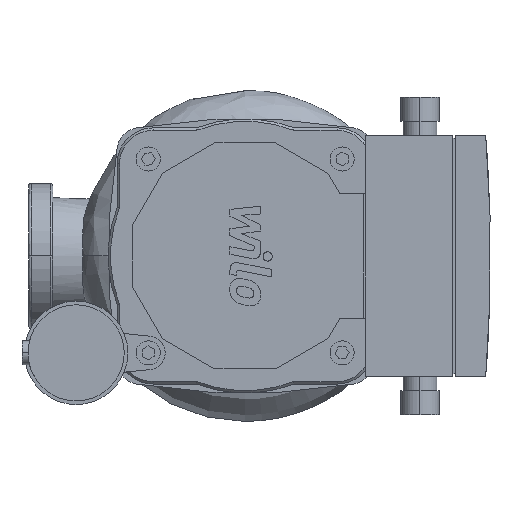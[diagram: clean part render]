
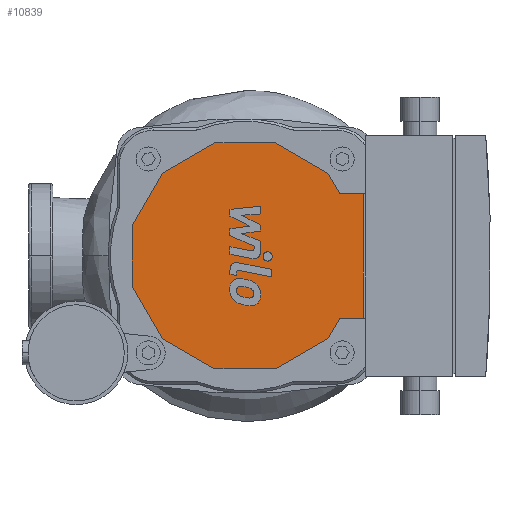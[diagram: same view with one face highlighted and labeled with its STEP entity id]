
A CAD part, front view. The second image highlights one B-rep face of the part: STEP entity #10839.
In plain terms, the highlighted planar face has unit normal (0, -1, 0).
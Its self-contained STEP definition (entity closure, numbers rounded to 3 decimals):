
#8370=CARTESIAN_POINT('',(129.346,-172.0,-25.85));
#8371=VERTEX_POINT('',#8370);
#8386=CARTESIAN_POINT('',(139.0,-172.0,-25.85));
#8387=VERTEX_POINT('',#8386);
#8394=CARTESIAN_POINT('',(129.346,-172.0,-25.85));
#8395=DIRECTION('',(1.0,0.0,0.0));
#8396=VECTOR('',#8395,9.654);
#8397=LINE('',#8394,#8396);
#8398=EDGE_CURVE('',#8371,#8387,#8397,.T.);
#8448=CARTESIAN_POINT('',(129.346,-172.0,25.85));
#8449=VERTEX_POINT('',#8448);
#8456=CARTESIAN_POINT('',(139.0,-172.0,25.85));
#8457=VERTEX_POINT('',#8456);
#8458=CARTESIAN_POINT('',(129.346,-172.0,25.85));
#8459=DIRECTION('',(1.0,0.0,0.0));
#8460=VECTOR('',#8459,9.654);
#8461=LINE('',#8458,#8460);
#8462=EDGE_CURVE('',#8449,#8457,#8461,.T.);
#8483=CARTESIAN_POINT('',(139.0,-172.0,-25.85));
#8484=DIRECTION('',(0.0,0.0,1.0));
#8485=VECTOR('',#8484,51.7);
#8486=LINE('',#8483,#8485);
#8487=EDGE_CURVE('',#8387,#8457,#8486,.T.);
#8516=CARTESIAN_POINT('',(124.406,-172.0,34.406));
#8517=VERTEX_POINT('',#8516);
#8524=CARTESIAN_POINT('',(129.346,-172.0,25.85));
#8525=DIRECTION('',(-0.5,0.0,0.866));
#8526=VECTOR('',#8525,9.88);
#8527=LINE('',#8524,#8526);
#8528=EDGE_CURVE('',#8449,#8517,#8527,.T.);
#10565=CARTESIAN_POINT('',(124.406,-172.0,-34.406));
#10566=VERTEX_POINT('',#10565);
#10567=CARTESIAN_POINT('',(124.406,-172.0,-34.406));
#10568=DIRECTION('',(0.5,0.0,0.866));
#10569=VECTOR('',#10568,9.88);
#10570=LINE('',#10567,#10569);
#10571=EDGE_CURVE('',#10566,#8371,#10570,.T.);
#10591=CARTESIAN_POINT('',(102.594,-172.0,47.));
#10592=VERTEX_POINT('',#10591);
#10599=CARTESIAN_POINT('',(124.406,-172.0,34.406));
#10600=DIRECTION('',(-0.866,0.0,0.5));
#10601=VECTOR('',#10600,25.187);
#10602=LINE('',#10599,#10601);
#10603=EDGE_CURVE('',#8517,#10592,#10602,.T.);
#10615=CARTESIAN_POINT('',(77.406,-172.0,47.));
#10616=VERTEX_POINT('',#10615);
#10623=CARTESIAN_POINT('',(102.594,-172.0,47.));
#10624=DIRECTION('',(-1.0,0.0,0.0));
#10625=VECTOR('',#10624,25.187);
#10626=LINE('',#10623,#10625);
#10627=EDGE_CURVE('',#10592,#10616,#10626,.T.);
#10639=CARTESIAN_POINT('',(55.594,-172.0,34.406));
#10640=VERTEX_POINT('',#10639);
#10647=CARTESIAN_POINT('',(77.406,-172.0,47.));
#10648=DIRECTION('',(-0.866,0.0,-0.5));
#10649=VECTOR('',#10648,25.187);
#10650=LINE('',#10647,#10649);
#10651=EDGE_CURVE('',#10616,#10640,#10650,.T.);
#10663=CARTESIAN_POINT('',(43.,-172.0,12.594));
#10664=VERTEX_POINT('',#10663);
#10671=CARTESIAN_POINT('',(55.594,-172.0,34.406));
#10672=DIRECTION('',(-0.5,0.0,-0.866));
#10673=VECTOR('',#10672,25.187);
#10674=LINE('',#10671,#10673);
#10675=EDGE_CURVE('',#10640,#10664,#10674,.T.);
#10687=CARTESIAN_POINT('',(43.,-172.0,-12.594));
#10688=VERTEX_POINT('',#10687);
#10695=CARTESIAN_POINT('',(43.,-172.0,12.594));
#10696=DIRECTION('',(0.0,0.0,-1.0));
#10697=VECTOR('',#10696,25.187);
#10698=LINE('',#10695,#10697);
#10699=EDGE_CURVE('',#10664,#10688,#10698,.T.);
#10711=CARTESIAN_POINT('',(55.594,-172.0,-34.406));
#10712=VERTEX_POINT('',#10711);
#10719=CARTESIAN_POINT('',(43.,-172.0,-12.594));
#10720=DIRECTION('',(0.5,0.0,-0.866));
#10721=VECTOR('',#10720,25.187);
#10722=LINE('',#10719,#10721);
#10723=EDGE_CURVE('',#10688,#10712,#10722,.T.);
#10735=CARTESIAN_POINT('',(77.406,-172.0,-47.));
#10736=VERTEX_POINT('',#10735);
#10743=CARTESIAN_POINT('',(55.594,-172.0,-34.406));
#10744=DIRECTION('',(0.866,0.0,-0.5));
#10745=VECTOR('',#10744,25.187);
#10746=LINE('',#10743,#10745);
#10747=EDGE_CURVE('',#10712,#10736,#10746,.T.);
#10759=CARTESIAN_POINT('',(102.594,-172.0,-47.));
#10760=VERTEX_POINT('',#10759);
#10767=CARTESIAN_POINT('',(77.406,-172.0,-47.));
#10768=DIRECTION('',(1.0,0.0,0.0));
#10769=VECTOR('',#10768,25.187);
#10770=LINE('',#10767,#10769);
#10771=EDGE_CURVE('',#10736,#10760,#10770,.T.);
#10784=CARTESIAN_POINT('',(102.594,-172.0,-47.));
#10785=DIRECTION('',(0.866,0.0,0.5));
#10786=VECTOR('',#10785,25.187);
#10787=LINE('',#10784,#10786);
#10788=EDGE_CURVE('',#10760,#10566,#10787,.T.);
#10818=CARTESIAN_POINT('',(90.,-172.0,0.));
#10819=DIRECTION('',(0.0,1.0,0.0));
#10820=DIRECTION('',(0.0,0.0,1.0));
#10821=AXIS2_PLACEMENT_3D('',#10818,#10819,#10820);
#10822=PLANE('',#10821);
#10823=ORIENTED_EDGE('',*,*,#8528,.T.);
#10824=ORIENTED_EDGE('',*,*,#10603,.T.);
#10825=ORIENTED_EDGE('',*,*,#10627,.T.);
#10826=ORIENTED_EDGE('',*,*,#10651,.T.);
#10827=ORIENTED_EDGE('',*,*,#10675,.T.);
#10828=ORIENTED_EDGE('',*,*,#10699,.T.);
#10829=ORIENTED_EDGE('',*,*,#10723,.T.);
#10830=ORIENTED_EDGE('',*,*,#10747,.T.);
#10831=ORIENTED_EDGE('',*,*,#10771,.T.);
#10832=ORIENTED_EDGE('',*,*,#10788,.T.);
#10833=ORIENTED_EDGE('',*,*,#10571,.T.);
#10834=ORIENTED_EDGE('',*,*,#8398,.T.);
#10835=ORIENTED_EDGE('',*,*,#8487,.T.);
#10836=ORIENTED_EDGE('',*,*,#8462,.F.);
#10837=EDGE_LOOP('',(#10823,#10824,#10825,#10826,#10827,#10828,#10829,#10830,#10831,#10832,#10833,#10834,#10835,#10836));
#10838=FACE_OUTER_BOUND('',#10837,.T.);
#10839=ADVANCED_FACE('',(#10838),#10822,.F.);
